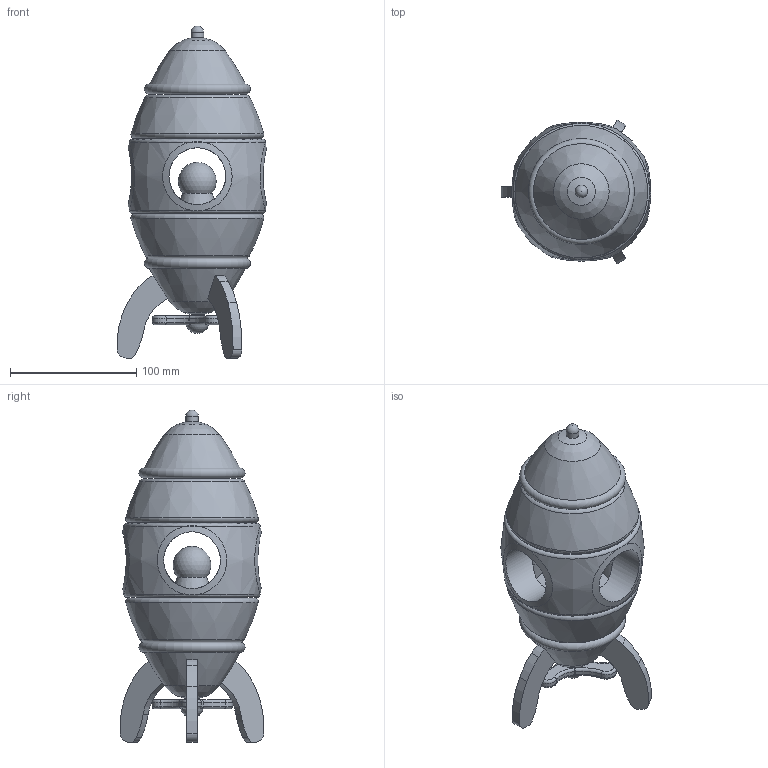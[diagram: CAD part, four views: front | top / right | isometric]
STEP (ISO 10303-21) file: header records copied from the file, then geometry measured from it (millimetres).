
FILE_DESCRIPTION(/* description */ (''),/* implementation_level */ '2;1');
FILE_NAME(/* name */ 'ROCKET WOOD v6.step',/* time_stamp */ '2020-08-02T13:15:08+02:00',/* author */ (''),/* organization */ (''),/* preprocessor_version */ 'ST-DEVELOPER v18.1',/* originating_system */ 'Autodesk Translation Framework v9.3.0.1241',/* authorisation */ '');
FILE_SCHEMA (('AUTOMOTIVE_DESIGN { 1 0 10303 214 3 1 1 }'));
Length unit declared in the file: millimetre
Products named in the file (15): ROCKET WOOD; TOP; BELOW_TOP; ROCKET_WINDOWS; ABOVE_BOTTOM; BOTTOM; PIED_1; PIED_2; PIED_3; TIP; FIGURINE; CORPS; TETE; PIIECE; HELICE
Assembly tree (14 placements, depth 3):
  ROCKET WOOD
    TOP
    BELOW_TOP
    ROCKET_WINDOWS
    ABOVE_BOTTOM
    BOTTOM
    PIED_1
    PIED_2
    PIED_3
    TIP
    FIGURINE
      CORPS
      TETE
    PIIECE
    HELICE
Bounding box: 118.33 x 113.83 x 263 mm (x, y, z)
Volume: 1000857.3 mm3; surface area: 212580 mm2
Topology: 17 solids, 17 shells, 196 faces, 454 edges, 292 vertices
Faces by surface type: cylinder 92, plane 44, torus 40, bspline 14, sphere 5, cone 1
Full cylindrical faces by diameter (mm): 10 x5, 15 x2, 40 x2, 45 x4, 50 x4, 55 x8, 63.64 x2, 83.64 x4
Entity records: 7862 total; most frequent: CARTESIAN_POINT 2924, DIRECTION 1001, ORIENTED_EDGE 902, AXIS2_PLACEMENT_3D 459, EDGE_CURVE 451, VERTEX_POINT 292, CIRCLE 235, EDGE_LOOP 219
